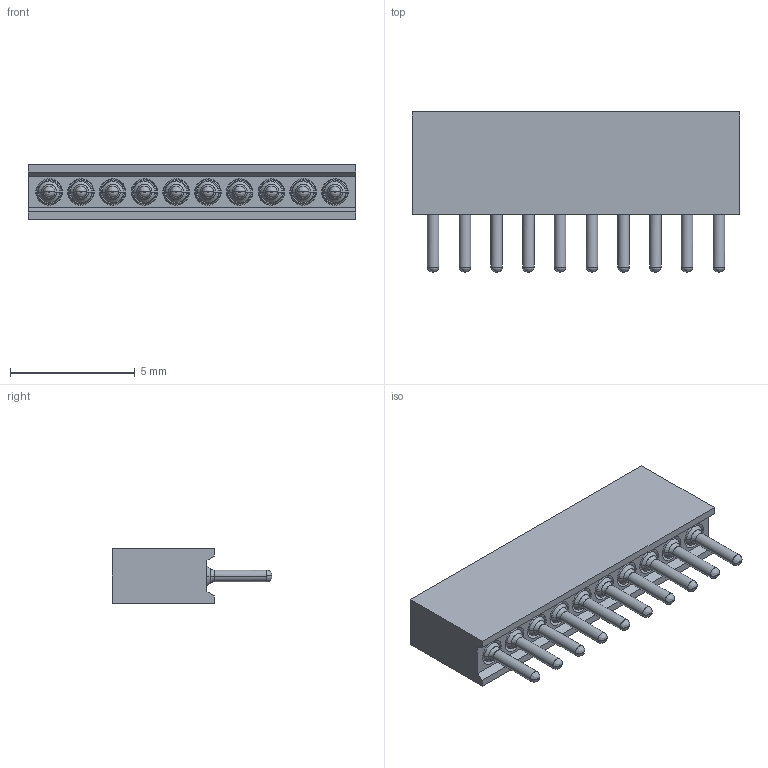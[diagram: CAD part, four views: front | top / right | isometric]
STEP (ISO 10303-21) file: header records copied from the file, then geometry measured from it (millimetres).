
FILE_DESCRIPTION( ('This file contains a STEP AP42 implementation' ,'as created by ZW3D STEP Interface translator.') ,'2;1' );
FILE_NAME( '3524-411XXSXX060X1.stp' ,'231013.191526', (''), ('ZWCAD Software Co.'), 'Version 1.0', 'ZW3D to STEP translator', '' );
FILE_SCHEMA(('AUTOMOTIVE_DESIGN { 1 0 10303 214 1 1 1 1 }'));
Length unit declared in the file: millimetre
Products named in the file (2): 0; 3524-41120SXX060X1
Bounding box: 13.11 x 6.4 x 2.2 mm (x, y, z)
Volume: 98.1 mm3; surface area: 550.2 mm2
Topology: 2 solids, 21 shells, 1040 faces, 2374 edges, 1416 vertices
Faces by surface type: bspline 380, plane 330, cone 310, cylinder 20
Entity records: 55230 total; most frequent: CARTESIAN_POINT 37381, ORIENTED_EDGE 4748, EDGE_CURVE 2374, B_SPLINE_CURVE_WITH_KNOTS 2274, VERTEX_POINT 1416, DIRECTION 1322, EDGE_LOOP 1120, FACE_OUTER_BOUND 1040
